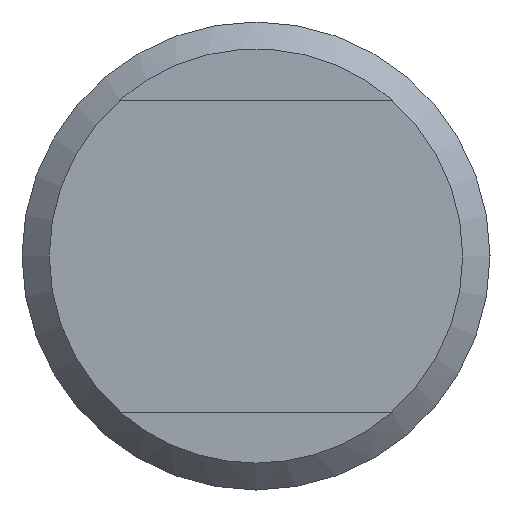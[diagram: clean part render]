
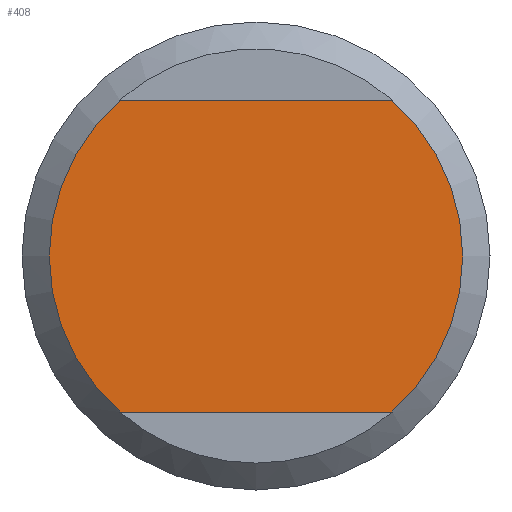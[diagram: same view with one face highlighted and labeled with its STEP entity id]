
A CAD part, left-side view. The second image highlights one B-rep face of the part: STEP entity #408.
In plain terms, the highlighted planar face has unit normal (-1, 0, 0).
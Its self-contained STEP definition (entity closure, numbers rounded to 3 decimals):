
#32=PLANE('',#456);
#50=LINE('',#664,#68);
#60=LINE('',#702,#78);
#68=VECTOR('',#527,1000.);
#78=VECTOR('',#539,1000.);
#109=ORIENTED_EDGE('',*,*,#203,.F.);
#110=ORIENTED_EDGE('',*,*,#188,.T.);
#111=ORIENTED_EDGE('',*,*,#181,.F.);
#112=ORIENTED_EDGE('',*,*,#202,.T.);
#181=EDGE_CURVE('',#230,#231,#268,.T.);
#188=EDGE_CURVE('',#237,#231,#50,.T.);
#202=EDGE_CURVE('',#230,#247,#60,.T.);
#203=EDGE_CURVE('',#237,#247,#271,.T.);
#230=VERTEX_POINT('',#648);
#231=VERTEX_POINT('',#650);
#237=VERTEX_POINT('',#665);
#247=VERTEX_POINT('',#701);
#268=CIRCLE('',#450,5.3);
#271=CIRCLE('',#457,5.3);
#298=EDGE_LOOP('',(#109,#110,#111,#112));
#348=FACE_BOUND('',#298,.T.);
#408=ADVANCED_FACE('',(#348),#32,.F.);
#450=AXIS2_PLACEMENT_3D('',#649,#513,#514);
#456=AXIS2_PLACEMENT_3D('',#703,#540,#541);
#457=AXIS2_PLACEMENT_3D('',#704,#542,#543);
#513=DIRECTION('',(1.,0.,0.));
#514=DIRECTION('',(0.,0.,-1.));
#527=DIRECTION('',(0.,-1.,0.));
#539=DIRECTION('',(0.,1.,0.));
#540=DIRECTION('',(1.,0.,0.));
#541=DIRECTION('',(0.,0.,-1.));
#542=DIRECTION('',(1.,0.,0.));
#543=DIRECTION('',(0.,0.,-1.));
#648=CARTESIAN_POINT('',(0.,-3.477,4.));
#649=CARTESIAN_POINT('',(0.,0.,0.));
#650=CARTESIAN_POINT('',(0.,-3.477,-4.));
#664=CARTESIAN_POINT('',(0.,0.,-4.));
#665=CARTESIAN_POINT('',(0.,3.477,-4.));
#701=CARTESIAN_POINT('',(0.,3.477,4.));
#702=CARTESIAN_POINT('',(0.,0.,4.));
#703=CARTESIAN_POINT('',(0.,0.,0.));
#704=CARTESIAN_POINT('',(0.,0.,0.));
